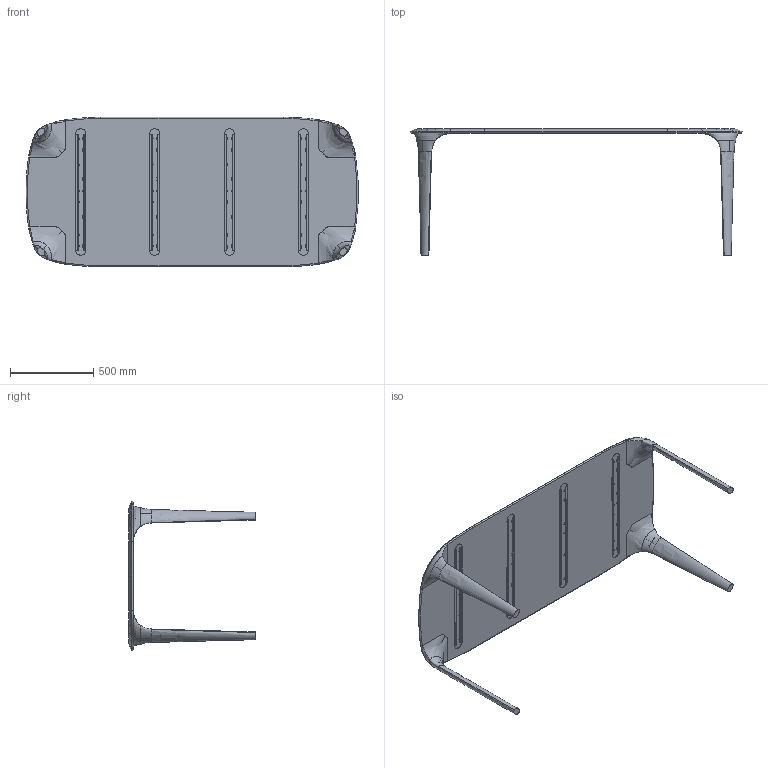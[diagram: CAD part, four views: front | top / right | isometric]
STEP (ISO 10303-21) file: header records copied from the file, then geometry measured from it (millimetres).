
FILE_DESCRIPTION (( 'STEP AP203' ), '1' );
FILE_NAME ('Trpezarisjki stol 200x90 - sklop.STEP', '2023-11-23T10:41:49', ( '' ), ( '' ), 'SwSTEP 2.0', 'SolidWorks 2023', '' );
FILE_SCHEMA (( 'CONFIG_CONTROL_DESIGN' ));
Products named in the file (1): Trpezarisjki stol 200x90 - sklop
Bounding box: 1998.33 x 760 x 900 mm (x, y, z)
Surface area: 4999829.9 mm2 (no closed solid volume)
Topology: 0 solids, 72 shells, 1950 faces, 5392 edges, 3534 vertices
Faces by surface type: plane 1256, cylinder 396, cone 94, sphere 94, bspline 66, torus 44
Entity records: 77853 total; most frequent: CARTESIAN_POINT 27227, DIRECTION 10874, ORIENTED_EDGE 10498, EDGE_CURVE 5297, AXIS2_PLACEMENT_3D 3994, VERTEX_POINT 3534, VECTOR 2886, LINE 2886
